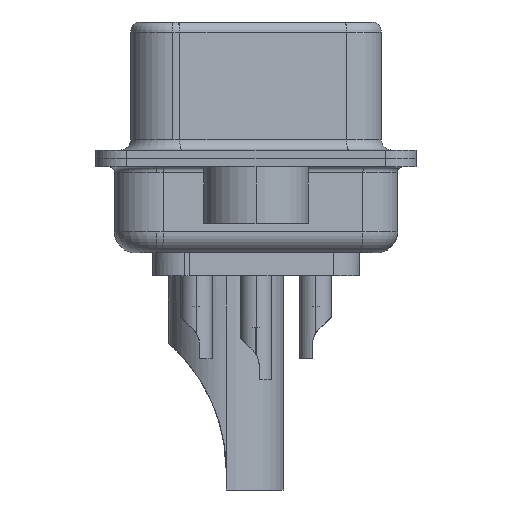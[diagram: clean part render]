
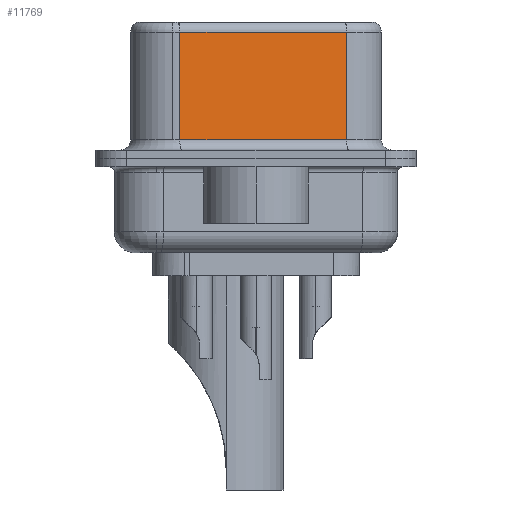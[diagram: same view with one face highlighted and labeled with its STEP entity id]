
A CAD part, left-side view. The second image highlights one B-rep face of the part: STEP entity #11769.
In plain terms, the highlighted planar face has unit normal (-0.985, -0.174, 0).
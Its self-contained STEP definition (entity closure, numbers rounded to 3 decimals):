
#666 = DIRECTION ( 'NONE',  ( -0.174, 0.985, 0. ) ) ;
#1162 = CARTESIAN_POINT ( 'NONE',  ( 5.132, -4.322, 0.9 ) ) ;
#2297 = ORIENTED_EDGE ( 'NONE', *, *, #26997, .F. ) ;
#3788 = VECTOR ( 'NONE', #27407, 1000. ) ;
#4624 = ORIENTED_EDGE ( 'NONE', *, *, #15431, .T. ) ;
#4898 = EDGE_CURVE ( 'NONE', #20175, #22587, #22886, .T. ) ;
#6023 = EDGE_CURVE ( 'NONE', #22587, #23287, #11653, .T. ) ;
#7106 = CARTESIAN_POINT ( 'NONE',  ( 5.132, -4.322, 6.02 ) ) ;
#7579 = ORIENTED_EDGE ( 'NONE', *, *, #4898, .T. ) ;
#7591 = DIRECTION ( 'NONE',  ( 0.985, 0.174, 0. ) ) ;
#7635 = CARTESIAN_POINT ( 'NONE',  ( 5.132, -4.322, 6.02 ) ) ;
#8585 = CARTESIAN_POINT ( 'NONE',  ( 5.132, -4.322, 0.9 ) ) ;
#9815 = DIRECTION ( 'NONE',  ( -0.174, 0.985, 0. ) ) ;
#11653 = LINE ( 'NONE', #8585, #16341 ) ;
#11769 = ADVANCED_FACE ( 'NONE', ( #13888 ), #12225, .F. ) ;
#11886 = VECTOR ( 'NONE', #9815, 1000. ) ;
#12118 = CARTESIAN_POINT ( 'NONE',  ( 5.132, -4.322, 6.52 ) ) ;
#12225 = PLANE ( 'NONE',  #29416 ) ;
#13888 = FACE_OUTER_BOUND ( 'NONE', #28510, .T. ) ;
#14108 = CARTESIAN_POINT ( 'NONE',  ( 3.73, 3.628, 0.9 ) ) ;
#14684 = LINE ( 'NONE', #23261, #20807 ) ;
#15431 = EDGE_CURVE ( 'NONE', #25570, #20175, #23821, .T. ) ;
#16341 = VECTOR ( 'NONE', #22605, 1000. ) ;
#20175 = VERTEX_POINT ( 'NONE', #28650 ) ;
#20807 = VECTOR ( 'NONE', #23766, 1000. ) ;
#22587 = VERTEX_POINT ( 'NONE', #14108 ) ;
#22605 = DIRECTION ( 'NONE',  ( 0.174, -0.985, 0. ) ) ;
#22879 = CARTESIAN_POINT ( 'NONE',  ( 3.73, 3.628, 6.52 ) ) ;
#22886 = LINE ( 'NONE', #22879, #3788 ) ;
#23261 = CARTESIAN_POINT ( 'NONE',  ( 5.132, -4.322, 6.52 ) ) ;
#23287 = VERTEX_POINT ( 'NONE', #1162 ) ;
#23766 = DIRECTION ( 'NONE',  ( 0., 0., -1. ) ) ;
#23821 = LINE ( 'NONE', #7106, #11886 ) ;
#25570 = VERTEX_POINT ( 'NONE', #7635 ) ;
#26997 = EDGE_CURVE ( 'NONE', #25570, #23287, #14684, .T. ) ;
#27407 = DIRECTION ( 'NONE',  ( 0., 0., -1. ) ) ;
#28510 = EDGE_LOOP ( 'NONE', ( #2297, #4624, #7579, #29073 ) ) ;
#28650 = CARTESIAN_POINT ( 'NONE',  ( 3.73, 3.628, 6.02 ) ) ;
#29073 = ORIENTED_EDGE ( 'NONE', *, *, #6023, .T. ) ;
#29416 = AXIS2_PLACEMENT_3D ( 'NONE', #12118, #7591, #666 ) ;
